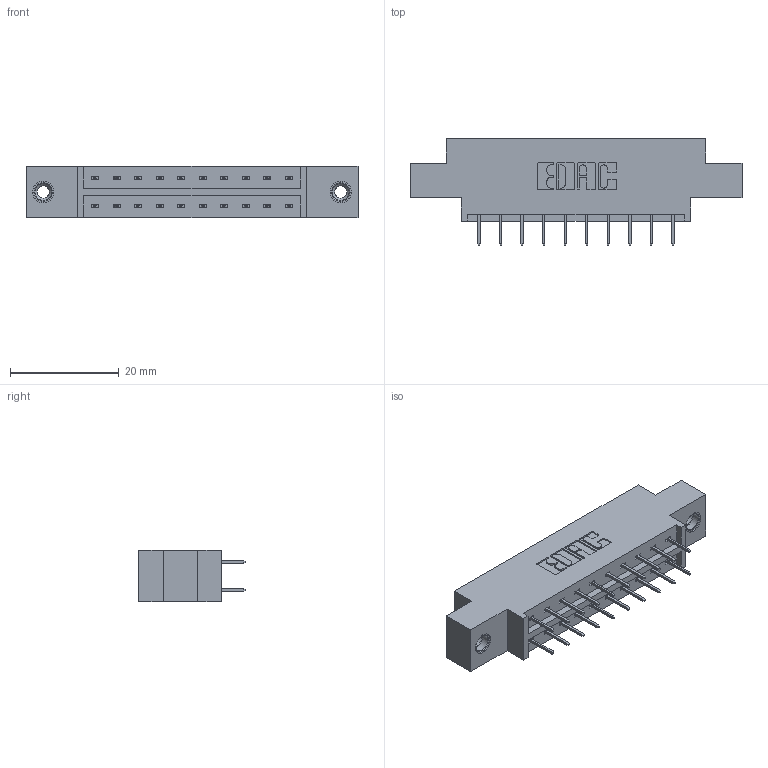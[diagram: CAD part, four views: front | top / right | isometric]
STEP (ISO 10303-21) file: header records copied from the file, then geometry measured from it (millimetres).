
FILE_DESCRIPTION (( 'STEP AP203' ), '1' );
FILE_NAME ('333-020-524-808.STEP', '2018-08-01T23:59:01', ( '' ), ( '' ), 'SwSTEP 2.0', 'SolidWorks 2016', '' );
FILE_SCHEMA (( 'CONFIG_CONTROL_DESIGN' ));
Length unit declared in the file: inch
Products named in the file (4): 333 Part_Offset - .156 Dia - TI; 345-292-001_345-293-124; 345-250-001_345-250-003-102; 333-020-524-808
Assembly tree (23 placements, depth 2):
  333-020-524-808
    333 Part_Offset - .156 Dia - TI
    345-292-001_345-293-124  x20
    345-250-001_345-250-003-102  x2
Bounding box: 61.16 x 19.69 x 9.4 mm (x, y, z)
Volume: 5680.6 mm3; surface area: 6523.7 mm2
Topology: 23 solids, 23 shells, 1298 faces, 3639 edges, 2338 vertices
Faces by surface type: plane 946, cylinder 336, cone 12, torus 4
Entity records: 11964 total; most frequent: CARTESIAN_POINT 2005, ORIENTED_EDGE 1934, DIRECTION 1801, EDGE_CURVE 967, VECTOR 823, LINE 823, VERTEX_POINT 636, AXIS2_PLACEMENT_3D 489
